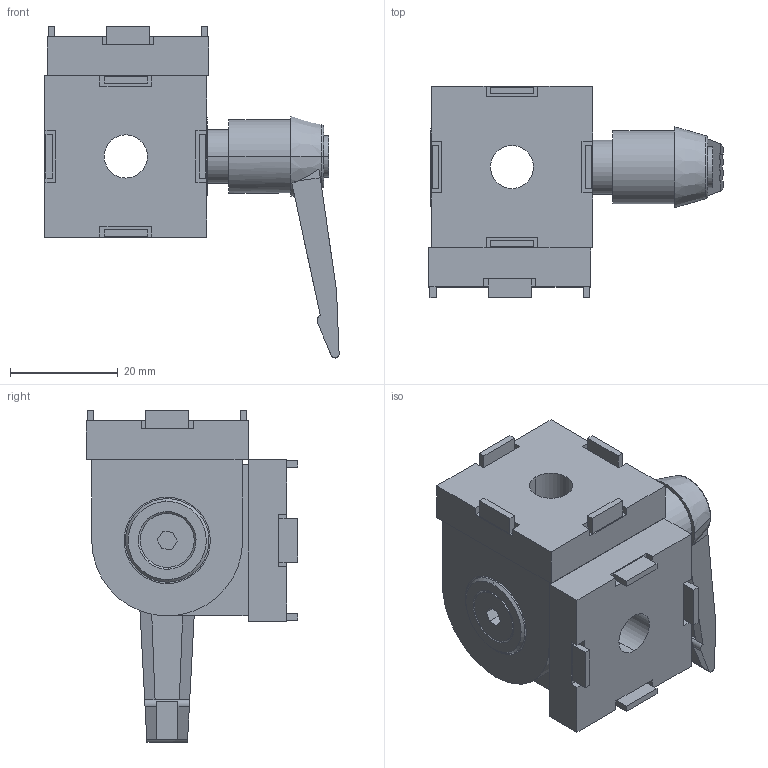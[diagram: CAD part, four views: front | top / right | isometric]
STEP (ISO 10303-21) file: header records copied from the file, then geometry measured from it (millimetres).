
FILE_DESCRIPTION (( 'STEP AP214' ), '1' );
FILE_NAME ('SNSD.30.51.81. Øàðíèðíûé ñîåäèíèòåëü ñ çàæèìîì 30õ30, ïàç 8(E01).STEP', '2014-12-23T08:13:29', ( 'XTreme.ws' ), ( 'XTreme.ws' ), 'SwSTEP 2.0', 'SolidWorks 2014', '' );
FILE_SCHEMA (( 'AUTOMOTIVE_DESIGN' ));
Length unit declared in the file: millimetre
Products named in the file (12): SNSD.30.51.80. 鎔艜(D13)E01; SNSD.30.51.80. 鎗鵻罻(D13)E01; SNSD.30.51.80. Øàðíèðíûé ñîåäèíèòåëü 30õ30, ïàç 8(D13)E01; SNSD.30.51.81. 鎗鵻罻(E01)E01; SNSD.30.51.81. Øàðíèðíûé ñîåäèíèòåëü ñ çàæèìîì 30õ30, ïàç 8(E01); SNSD.30.51.81. Ðó÷êà(E01)_00; SNSD.30.51.80. 鎔艜(D13)E01_00; SNSD.30.51.80. 鎗鵻罻(D13)E01_00; SNSD.30.51.81. 鎗鵻罻(E01)E01_00; SNSD.30.51.80. Øàðíèðíûé ñîåäèíèòåëü 30õ30, ïàç 8(D13)E01_00; SNSD.30.51.81. Ðó÷êà(E01)
Assembly tree (6 placements, depth 2):
  SNSD.30.51.80. 鎔艜(D13)E01
  SNSD.30.51.80. 鎗鵻罻(D13)E01
  SNSD.30.51.80. Øàðíèðíûé ñîåäèíèòåëü 30õ30, ïàç 8(D13)E01
  SNSD.30.51.81. 鎗鵻罻(E01)E01
  SNSD.30.51.81. Øàðíèðíûé ñîåäèíèòåëü ñ çàæèìîì 30õ30, ïàç 8(E01)
    SNSD.30.51.80. Øàðíèðíûé ñîåäèíèòåëü 30õ30, ïàç 8(D13)E01_00  x2
    SNSD.30.51.81. 鎗鵻罻(E01)E01_00
    SNSD.30.51.80. 鎗鵻罻(D13)E01_00
    SNSD.30.51.80. 鎔艜(D13)E01_00
    SNSD.30.51.81. Ðó÷êà(E01)_00
Bounding box: 54.57 x 39.2 x 61.59 mm (x, y, z)
Volume: 25844.5 mm3; surface area: 17069.3 mm2
Topology: 8 solids, 8 shells, 287 faces, 715 edges, 467 vertices
Faces by surface type: plane 198, cylinder 57, cone 30, torus 2
Entity records: 6692 total; most frequent: CARTESIAN_POINT 1177, DIRECTION 1080, ORIENTED_EDGE 1056, EDGE_CURVE 528, LINE 372, VECTOR 372, AXIS2_PLACEMENT_3D 354, VERTEX_POINT 343
